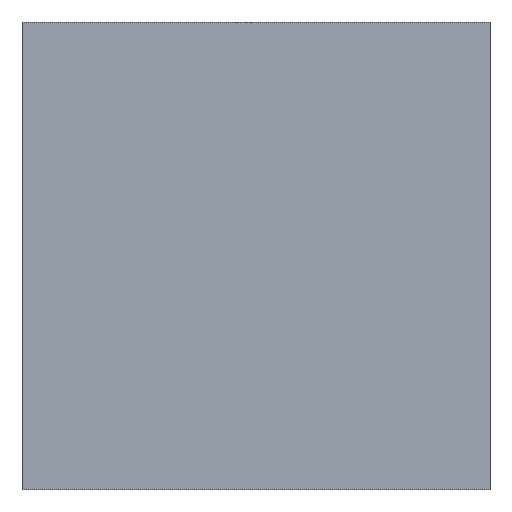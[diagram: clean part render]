
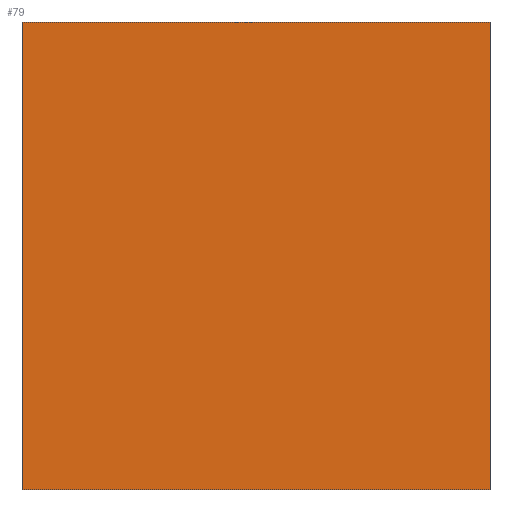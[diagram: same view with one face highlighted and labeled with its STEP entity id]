
A CAD part, top view. The second image highlights one B-rep face of the part: STEP entity #79.
In plain terms, the highlighted free-form (B-spline) face has degree [3, 3] with [4, 4] control points.
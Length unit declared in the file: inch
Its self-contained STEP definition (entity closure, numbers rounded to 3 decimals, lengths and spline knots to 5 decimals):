
#2 = CARTESIAN_POINT ( 'NONE',  ( 0., 1.64042, 0. ) ) ;
#3 = EDGE_CURVE ( 'NONE', #23, #49, #54, .T. ) ;
#6 = CARTESIAN_POINT ( 'NONE',  ( 0., 4.92126, 0. ) ) ;
#8 = CARTESIAN_POINT ( 'NONE',  ( 4.92126, 0., 0. ) ) ;
#9 = CARTESIAN_POINT ( 'NONE',  ( 0., 0., 0. ) ) ;
#13 = CARTESIAN_POINT ( 'NONE',  ( 1.64042, 0., 0. ) ) ;
#15 = CARTESIAN_POINT ( 'NONE',  ( 3.28084, 4.92126, 0. ) ) ;
#16 = CARTESIAN_POINT ( 'NONE',  ( 4.92126, 0., 0. ) ) ;
#17 = CARTESIAN_POINT ( 'NONE',  ( 0., 0., 0. ) ) ;
#20 = B_SPLINE_CURVE_WITH_KNOTS ( 'NONE', 3,
 ( #99, #13, #48, #74 ),
 .UNSPECIFIED., .F., .F.,
 ( 4, 4 ),
 ( 0., 1. ),
 .UNSPECIFIED. ) ;
#21 = EDGE_CURVE ( 'NONE', #92, #23, #20, .T. ) ;
#22 = CARTESIAN_POINT ( 'NONE',  ( 4.92126, 0., 0. ) ) ;
#23 = VERTEX_POINT ( 'NONE', #22 ) ;
#24 = CARTESIAN_POINT ( 'NONE',  ( 1.64042, 1.64042, 0. ) ) ;
#27 = CARTESIAN_POINT ( 'NONE',  ( 3.28084, 3.28084, 0. ) ) ;
#28 = CARTESIAN_POINT ( 'NONE',  ( 4.92126, 4.92126, 0. ) ) ;
#29 = CARTESIAN_POINT ( 'NONE',  ( 1.64042, 4.92126, 0. ) ) ;
#34 = CARTESIAN_POINT ( 'NONE',  ( 1.64042, 4.92126, 0. ) ) ;
#35 = VERTEX_POINT ( 'NONE', #57 ) ;
#39 = CARTESIAN_POINT ( 'NONE',  ( 3.28084, 0., 0. ) ) ;
#40 = CARTESIAN_POINT ( 'NONE',  ( 0., 4.92126, 0. ) ) ;
#41 = EDGE_CURVE ( 'NONE', #49, #35, #60, .T. ) ;
#42 = FACE_OUTER_BOUND ( 'NONE', #94, .T. ) ;
#48 = CARTESIAN_POINT ( 'NONE',  ( 3.28084, 0., 0. ) ) ;
#49 = VERTEX_POINT ( 'NONE', #56 ) ;
#50 = CARTESIAN_POINT ( 'NONE',  ( 0., 3.28084, 0. ) ) ;
#54 = B_SPLINE_CURVE_WITH_KNOTS ( 'NONE', 3,
 ( #16, #68, #69, #81 ),
 .UNSPECIFIED., .F., .F.,
 ( 4, 4 ),
 ( 0., 1. ),
 .UNSPECIFIED. ) ;
#55 = ORIENTED_EDGE ( 'NONE', *, *, #66, .T. ) ;
#56 = CARTESIAN_POINT ( 'NONE',  ( 4.92126, 4.92126, 0. ) ) ;
#57 = CARTESIAN_POINT ( 'NONE',  ( 0., 4.92126, 0. ) ) ;
#60 = B_SPLINE_CURVE_WITH_KNOTS ( 'NONE', 3,
 ( #28, #15, #29, #6 ),
 .UNSPECIFIED., .F., .F.,
 ( 4, 4 ),
 ( 0., 1. ),
 .UNSPECIFIED. ) ;
#63 = B_SPLINE_SURFACE_WITH_KNOTS ( 'NONE', 3, 3, ( 
 ( #75, #80, #93, #8 ),
 ( #70, #27, #100, #39 ),
 ( #34, #67, #24, #78 ),
 ( #88, #98, #2, #76 ) ),
 .UNSPECIFIED., .F., .F., .F.,
 ( 4, 4 ),
 ( 4, 4 ),
 ( 0., 1. ),
 ( 0., 1. ),
 .UNSPECIFIED. ) ;
#66 = EDGE_CURVE ( 'NONE', #35, #92, #89, .T. ) ;
#67 = CARTESIAN_POINT ( 'NONE',  ( 1.64042, 3.28084, 0. ) ) ;
#68 = CARTESIAN_POINT ( 'NONE',  ( 4.92126, 1.64042, 0. ) ) ;
#69 = CARTESIAN_POINT ( 'NONE',  ( 4.92126, 3.28084, 0. ) ) ;
#70 = CARTESIAN_POINT ( 'NONE',  ( 3.28084, 4.92126, 0. ) ) ;
#73 = ORIENTED_EDGE ( 'NONE', *, *, #3, .T. ) ;
#74 = CARTESIAN_POINT ( 'NONE',  ( 4.92126, 0., 0. ) ) ;
#75 = CARTESIAN_POINT ( 'NONE',  ( 4.92126, 4.92126, 0. ) ) ;
#76 = CARTESIAN_POINT ( 'NONE',  ( 0., 0., 0. ) ) ;
#78 = CARTESIAN_POINT ( 'NONE',  ( 1.64042, 0., 0. ) ) ;
#79 = ADVANCED_FACE ( 'NONE', ( #42 ), #63, .T. ) ;
#80 = CARTESIAN_POINT ( 'NONE',  ( 4.92126, 3.28084, 0. ) ) ;
#81 = CARTESIAN_POINT ( 'NONE',  ( 4.92126, 4.92126, 0. ) ) ;
#82 = ORIENTED_EDGE ( 'NONE', *, *, #41, .T. ) ;
#83 = CARTESIAN_POINT ( 'NONE',  ( 0., 1.64042, 0. ) ) ;
#88 = CARTESIAN_POINT ( 'NONE',  ( 0., 4.92126, 0. ) ) ;
#89 = B_SPLINE_CURVE_WITH_KNOTS ( 'NONE', 3,
 ( #40, #50, #83, #17 ),
 .UNSPECIFIED., .F., .F.,
 ( 4, 4 ),
 ( 0., 1. ),
 .UNSPECIFIED. ) ;
#91 = ORIENTED_EDGE ( 'NONE', *, *, #21, .T. ) ;
#92 = VERTEX_POINT ( 'NONE', #9 ) ;
#93 = CARTESIAN_POINT ( 'NONE',  ( 4.92126, 1.64042, 0. ) ) ;
#94 = EDGE_LOOP ( 'NONE', ( #82, #55, #91, #73 ) ) ;
#98 = CARTESIAN_POINT ( 'NONE',  ( 0., 3.28084, 0. ) ) ;
#99 = CARTESIAN_POINT ( 'NONE',  ( 0., 0., 0. ) ) ;
#100 = CARTESIAN_POINT ( 'NONE',  ( 3.28084, 1.64042, 0. ) ) ;
